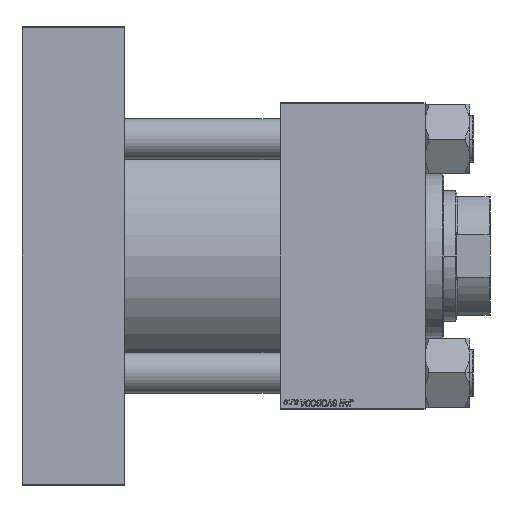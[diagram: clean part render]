
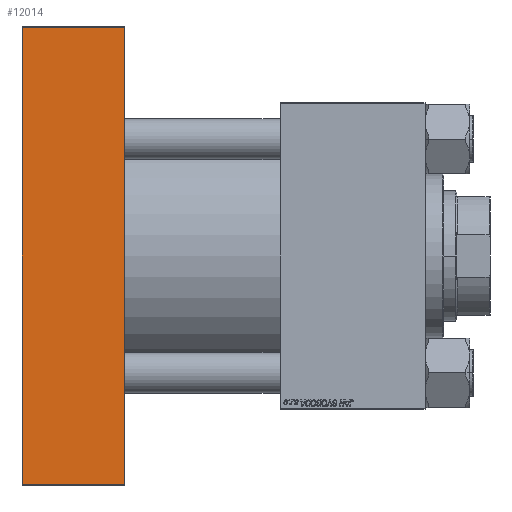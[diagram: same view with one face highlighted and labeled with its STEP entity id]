
A CAD part, front view. The second image highlights one B-rep face of the part: STEP entity #12014.
In plain terms, the highlighted planar face has unit normal (0, -1, 0).
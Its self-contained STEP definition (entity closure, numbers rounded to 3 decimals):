
#1355 = EDGE_CURVE ( 'NONE', #37507, #39673, #5159, .T. ) ;
#2174 = VECTOR ( 'NONE', #12627, 1000. ) ;
#5159 = LINE ( 'NONE', #49222, #2174 ) ;
#5949 = DIRECTION ( 'NONE',  ( 0., 0., 1. ) ) ;
#6916 = LINE ( 'NONE', #39208, #7938 ) ;
#6927 = VERTEX_POINT ( 'NONE', #27671 ) ;
#7938 = VECTOR ( 'NONE', #34946, 1000. ) ;
#10322 = EDGE_LOOP ( 'NONE', ( #23738, #36806, #44044, #18671 ) ) ;
#11057 = CARTESIAN_POINT ( 'NONE',  ( 55., -82.5, 123.5 ) ) ;
#12014 = ADVANCED_FACE ( 'NONE', ( #17683 ), #21692, .F. ) ;
#12627 = DIRECTION ( 'NONE',  ( 1., 0., 0. ) ) ;
#15075 = DIRECTION ( 'NONE',  ( 0., 0., -1. ) ) ;
#16442 = CARTESIAN_POINT ( 'NONE',  ( 55., -82.5, 123. ) ) ;
#17683 = FACE_OUTER_BOUND ( 'NONE', #10322, .T. ) ;
#18018 = EDGE_CURVE ( 'NONE', #6927, #37507, #6916, .T. ) ;
#18671 = ORIENTED_EDGE ( 'NONE', *, *, #24321, .T. ) ;
#21692 = PLANE ( 'NONE',  #24894 ) ;
#22874 = EDGE_CURVE ( 'NONE', #24735, #39673, #47114, .T. ) ;
#23738 = ORIENTED_EDGE ( 'NONE', *, *, #18018, .T. ) ;
#24321 = EDGE_CURVE ( 'NONE', #24735, #6927, #37535, .T. ) ;
#24735 = VERTEX_POINT ( 'NONE', #49489 ) ;
#24894 = AXIS2_PLACEMENT_3D ( 'NONE', #42774, #51070, #5949 ) ;
#27671 = CARTESIAN_POINT ( 'NONE',  ( 0., -82.5, 123. ) ) ;
#28238 = CARTESIAN_POINT ( 'NONE',  ( 0., -82.5, -123. ) ) ;
#33733 = VECTOR ( 'NONE', #37005, 1000. ) ;
#34946 = DIRECTION ( 'NONE',  ( 0., 0., -1. ) ) ;
#36806 = ORIENTED_EDGE ( 'NONE', *, *, #1355, .T. ) ;
#37005 = DIRECTION ( 'NONE',  ( -1., 0., 0. ) ) ;
#37507 = VERTEX_POINT ( 'NONE', #28238 ) ;
#37535 = LINE ( 'NONE', #16442, #33733 ) ;
#39208 = CARTESIAN_POINT ( 'NONE',  ( 0., -82.5, 123.5 ) ) ;
#39673 = VERTEX_POINT ( 'NONE', #48854 ) ;
#42774 = CARTESIAN_POINT ( 'NONE',  ( 55., -82.5, 123.5 ) ) ;
#44044 = ORIENTED_EDGE ( 'NONE', *, *, #22874, .F. ) ;
#47114 = LINE ( 'NONE', #11057, #50743 ) ;
#48854 = CARTESIAN_POINT ( 'NONE',  ( 55., -82.5, -123. ) ) ;
#49222 = CARTESIAN_POINT ( 'NONE',  ( 55., -82.5, -123. ) ) ;
#49489 = CARTESIAN_POINT ( 'NONE',  ( 55., -82.5, 123. ) ) ;
#50743 = VECTOR ( 'NONE', #15075, 1000. ) ;
#51070 = DIRECTION ( 'NONE',  ( 0., 1., 0. ) ) ;
